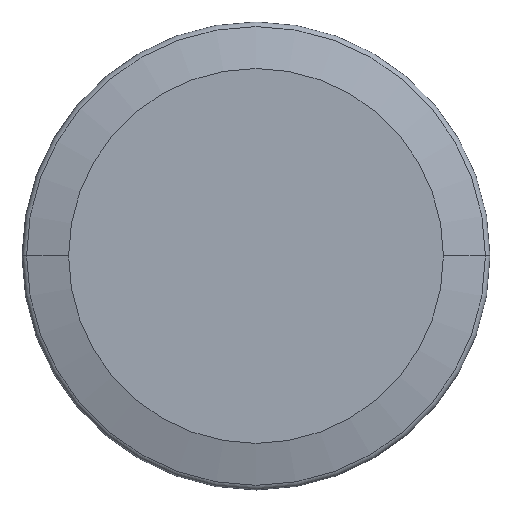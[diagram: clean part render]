
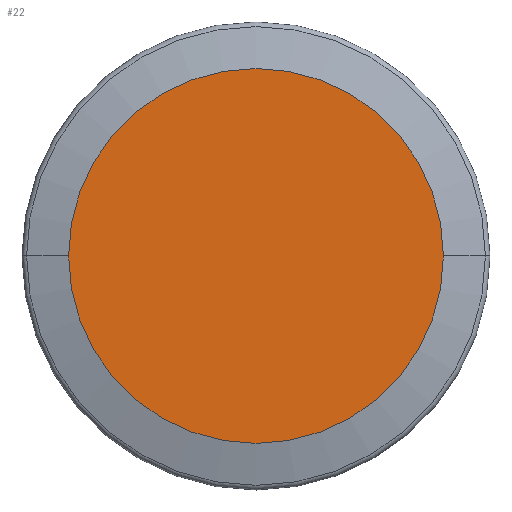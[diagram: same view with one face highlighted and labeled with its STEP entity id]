
A CAD part, top view. The second image highlights one B-rep face of the part: STEP entity #22.
In plain terms, the highlighted planar face has unit normal (0, 0, 1).
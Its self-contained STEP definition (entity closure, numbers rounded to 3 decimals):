
#1 = VERTEX_POINT ( 'NONE', #369 ) ;
#14 = EDGE_CURVE ( 'NONE', #1, #459, #416, .T. ) ;
#22 = ADVANCED_FACE ( 'NONE', ( #505 ), #481, .F. ) ;
#65 = ORIENTED_EDGE ( 'NONE', *, *, #14, .F. ) ;
#87 = EDGE_LOOP ( 'NONE', ( #282, #65 ) ) ;
#127 = CIRCLE ( 'NONE', #299, 30.035 ) ;
#128 = CARTESIAN_POINT ( 'NONE',  ( 30.035, 0., 0. ) ) ;
#172 = CARTESIAN_POINT ( 'NONE',  ( 0., 0., 0. ) ) ;
#181 = CARTESIAN_POINT ( 'NONE',  ( 0., 0., 0. ) ) ;
#183 = CARTESIAN_POINT ( 'NONE',  ( -30.035, 0., 0. ) ) ;
#211 = DIRECTION ( 'NONE',  ( -1., 0., 0. ) ) ;
#222 = DIRECTION ( 'NONE',  ( -1., 0., 0. ) ) ;
#251 = DIRECTION ( 'NONE',  ( -1., 0., 0. ) ) ;
#267 = AXIS2_PLACEMENT_3D ( 'NONE', #172, #448, #211 ) ;
#282 = ORIENTED_EDGE ( 'NONE', *, *, #422, .F. ) ;
#299 = AXIS2_PLACEMENT_3D ( 'NONE', #181, #457, #222 ) ;
#353 = AXIS2_PLACEMENT_3D ( 'NONE', #128, #484, #251 ) ;
#369 = CARTESIAN_POINT ( 'NONE',  ( 30.035, 0., 0. ) ) ;
#416 = CIRCLE ( 'NONE', #267, 30.035 ) ;
#422 = EDGE_CURVE ( 'NONE', #459, #1, #127, .T. ) ;
#448 = DIRECTION ( 'NONE',  ( 0., 0., -1. ) ) ;
#457 = DIRECTION ( 'NONE',  ( 0., 0., -1. ) ) ;
#459 = VERTEX_POINT ( 'NONE', #183 ) ;
#481 = PLANE ( 'NONE',  #353 ) ;
#484 = DIRECTION ( 'NONE',  ( 0., 0., -1. ) ) ;
#505 = FACE_OUTER_BOUND ( 'NONE', #87, .T. ) ;
